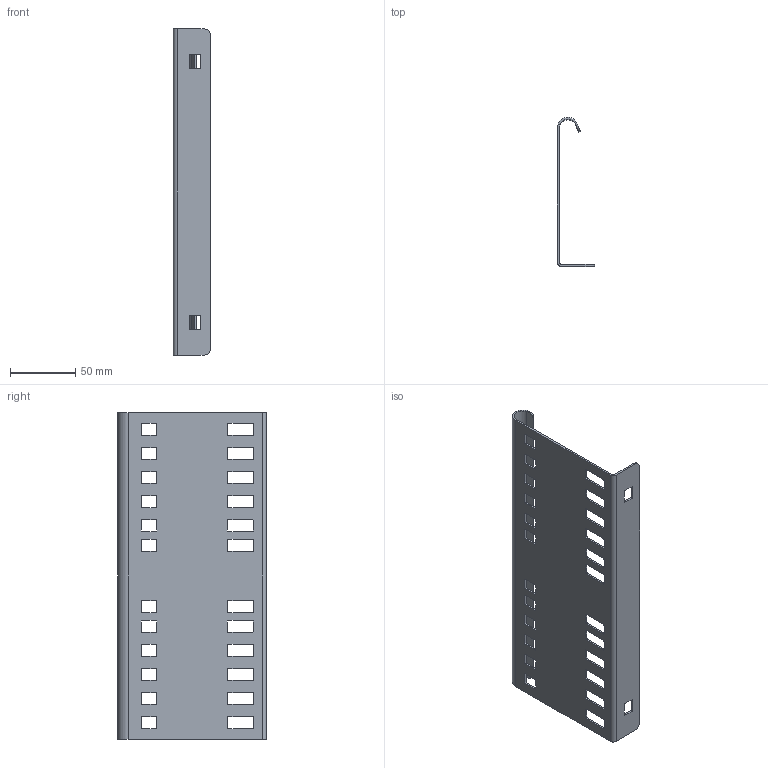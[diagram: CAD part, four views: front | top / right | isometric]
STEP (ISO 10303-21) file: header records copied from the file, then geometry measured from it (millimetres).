
FILE_DESCRIPTION (( 'STEP AP214' ), '1' );
FILE_NAME ('6216550.stp', '2024-01-26T07:14:04', ( '' ), ( '' ), 'SwSTEP 2.0', 'SolidWorks 2022', '' );
FILE_SCHEMA (( 'AUTOMOTIVE_DESIGN' ));
Length unit declared in the file: millimetre
Products named in the file (1): 6216550
Bounding box: 28.5 x 114 x 250 mm (x, y, z)
Volume: 53689.8 mm3; surface area: 74683.6 mm2
Topology: 1 solids, 1 shells, 234 faces, 680 edges, 448 vertices
Faces by surface type: plane 122, cylinder 112
Entity records: 7898 total; most frequent: DIRECTION 1374, CARTESIAN_POINT 1363, ORIENTED_EDGE 1360, EDGE_CURVE 680, AXIS2_PLACEMENT_3D 459, LINE 456, VECTOR 456, VERTEX_POINT 448
